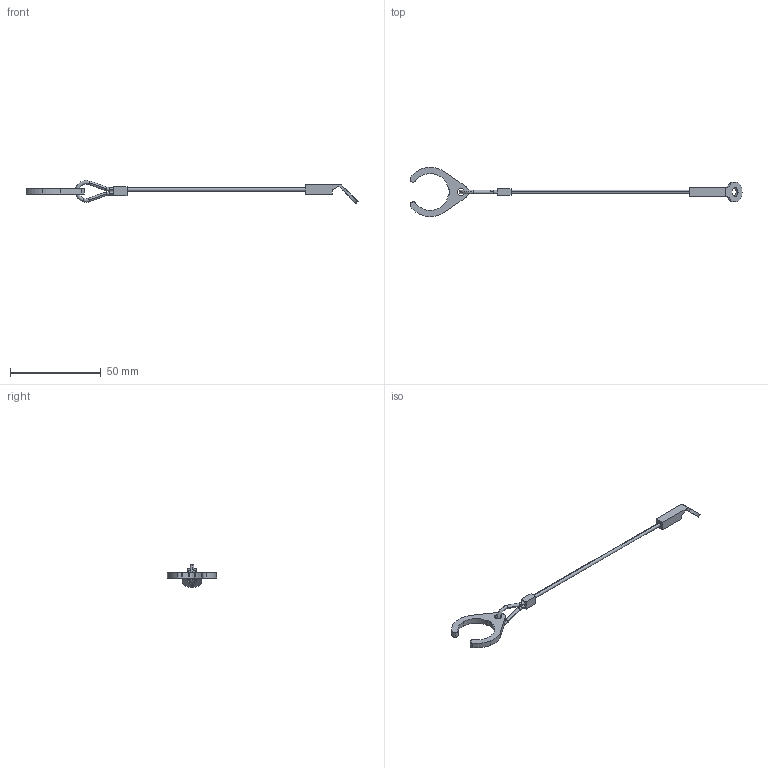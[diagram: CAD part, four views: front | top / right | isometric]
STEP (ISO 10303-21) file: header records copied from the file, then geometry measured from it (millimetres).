
FILE_DESCRIPTION(('STEP AP214'),'1');
FILE_NAME('HALDERN_22355_6011.stp','2021-10-05T09:34:53',('TraceParts'),('TraceParts S.A.'),'Spatial InterOp 3D',' ',' ');
FILE_SCHEMA(('AUTOMOTIVE_DESIGN { 1 0 10303 214 1 1 1 1 }'));
Length unit declared in the file: millimetre
Products named in the file (1): HALDERN_22355_6011_1
Bounding box: 183.09 x 27.2 x 12.75 mm (x, y, z)
Volume: 1982.4 mm3; surface area: 2740.4 mm2
Topology: 3 solids, 3 shells, 60 faces, 157 edges, 104 vertices
Faces by surface type: cylinder 32, plane 20, torus 8
Entity records: 2431 total; most frequent: DIRECTION 369, CARTESIAN_POINT 324, ORIENTED_EDGE 314, EDGE_CURVE 157, AXIS2_PLACEMENT_3D 149, VERTEX_POINT 104, CIRCLE 82, LINE 71
